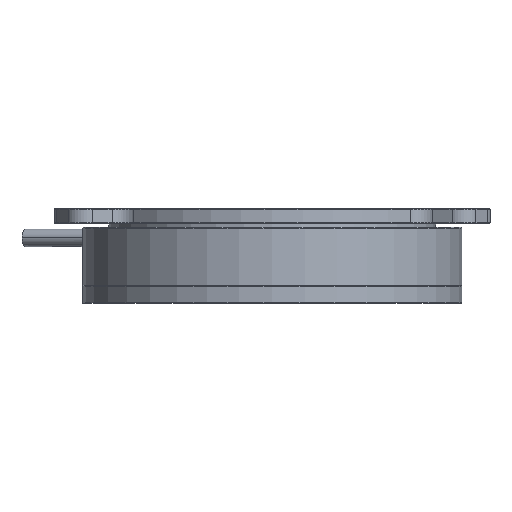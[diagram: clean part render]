
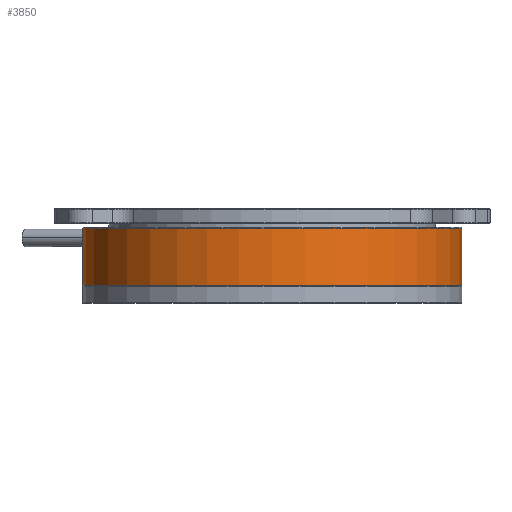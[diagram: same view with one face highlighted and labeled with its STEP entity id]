
A CAD part, front view. The second image highlights one B-rep face of the part: STEP entity #3850.
In plain terms, the highlighted cylindrical face has radius 32.5 mm (diameter 65 mm), a partial arc.
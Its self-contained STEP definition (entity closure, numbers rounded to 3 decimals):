
#2104 = VERTEX_POINT ( 'NONE', #27636 ) ;
#3680 = AXIS2_PLACEMENT_3D ( 'NONE', #12843, #5001, #12524 ) ;
#3850 = ADVANCED_FACE ( 'NONE', ( #21948 ), #28205, .T. ) ;
#4642 = ORIENTED_EDGE ( 'NONE', *, *, #5451, .T. ) ;
#5001 = DIRECTION ( 'NONE',  ( 0., 0., -1. ) ) ;
#5451 = EDGE_CURVE ( 'NONE', #44373, #36101, #39827, .T. ) ;
#7285 = VECTOR ( 'NONE', #8815, 1000. ) ;
#8804 = DIRECTION ( 'NONE',  ( -1., 0., 0. ) ) ;
#8815 = DIRECTION ( 'NONE',  ( 0., 0., -1. ) ) ;
#8967 = CARTESIAN_POINT ( 'NONE',  ( 0., 0., 3.1 ) ) ;
#10170 = CARTESIAN_POINT ( 'NONE',  ( -32.5, 0., 3.1 ) ) ;
#12524 = DIRECTION ( 'NONE',  ( 1., 0., 0. ) ) ;
#12843 = CARTESIAN_POINT ( 'NONE',  ( 0., 0., 12.9 ) ) ;
#18722 = EDGE_LOOP ( 'NONE', ( #23863, #40659, #33846, #4642 ) ) ;
#19722 = AXIS2_PLACEMENT_3D ( 'NONE', #8967, #20742, #8804 ) ;
#20742 = DIRECTION ( 'NONE',  ( 0., 0., 1. ) ) ;
#21399 = DIRECTION ( 'NONE',  ( -1., 0., 0. ) ) ;
#21948 = FACE_OUTER_BOUND ( 'NONE', #18722, .T. ) ;
#23863 = ORIENTED_EDGE ( 'NONE', *, *, #29509, .F. ) ;
#26767 = CARTESIAN_POINT ( 'NONE',  ( -32.5, 0., 12.9 ) ) ;
#27328 = AXIS2_PLACEMENT_3D ( 'NONE', #41315, #45290, #21399 ) ;
#27636 = CARTESIAN_POINT ( 'NONE',  ( 32.5, 0., 12.9 ) ) ;
#28162 = EDGE_CURVE ( 'NONE', #36968, #44373, #38322, .T. ) ;
#28205 = CYLINDRICAL_SURFACE ( 'NONE', #27328, 32.5 ) ;
#29509 = EDGE_CURVE ( 'NONE', #2104, #36101, #45426, .T. ) ;
#33163 = CARTESIAN_POINT ( 'NONE',  ( 32.5, 0., 13.7 ) ) ;
#33780 = CIRCLE ( 'NONE', #3680, 32.5 ) ;
#33846 = ORIENTED_EDGE ( 'NONE', *, *, #28162, .T. ) ;
#34235 = CARTESIAN_POINT ( 'NONE',  ( -32.5, 0., 13.7 ) ) ;
#36066 = CARTESIAN_POINT ( 'NONE',  ( 32.5, 0., 3.1 ) ) ;
#36101 = VERTEX_POINT ( 'NONE', #36066 ) ;
#36968 = VERTEX_POINT ( 'NONE', #26767 ) ;
#38322 = LINE ( 'NONE', #34235, #48241 ) ;
#39827 = CIRCLE ( 'NONE', #19722, 32.5 ) ;
#40659 = ORIENTED_EDGE ( 'NONE', *, *, #42278, .T. ) ;
#41315 = CARTESIAN_POINT ( 'NONE',  ( 0., 0., 13.7 ) ) ;
#42278 = EDGE_CURVE ( 'NONE', #2104, #36968, #33780, .T. ) ;
#44373 = VERTEX_POINT ( 'NONE', #10170 ) ;
#45290 = DIRECTION ( 'NONE',  ( 0., 0., -1. ) ) ;
#45426 = LINE ( 'NONE', #33163, #7285 ) ;
#48241 = VECTOR ( 'NONE', #50276, 1000. ) ;
#50276 = DIRECTION ( 'NONE',  ( 0., 0., -1. ) ) ;
